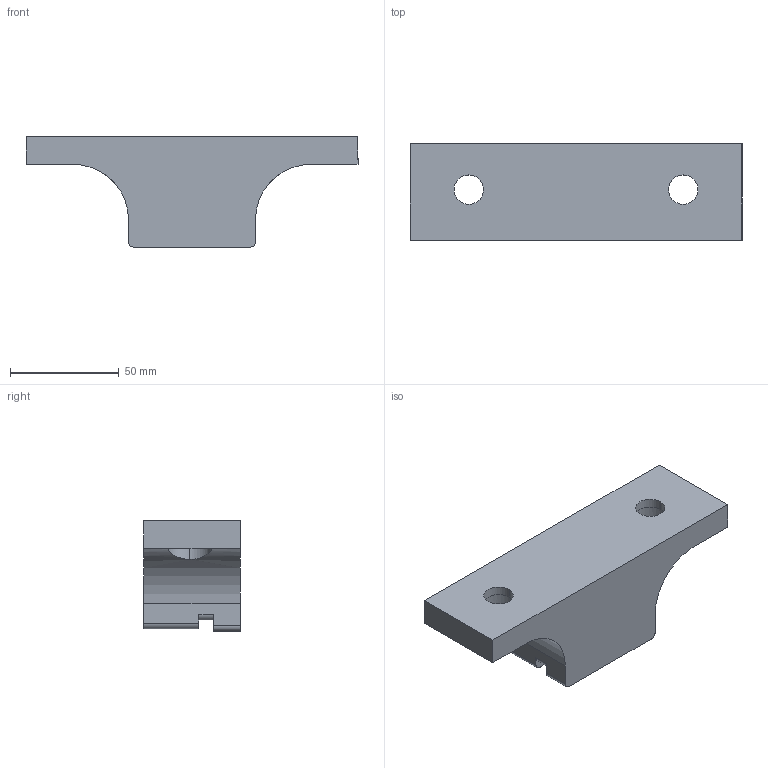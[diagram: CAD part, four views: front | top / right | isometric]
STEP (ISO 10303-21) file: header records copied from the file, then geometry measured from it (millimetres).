
FILE_DESCRIPTION (( 'STEP AP214' ), '1' );
FILE_NAME ('visejaw.STEP', '2022-10-08T23:26:07', ( '' ), ( '' ), 'SwSTEP 2.0', 'SolidWorks 2022', '' );
FILE_SCHEMA (( 'AUTOMOTIVE_DESIGN' ));
Length unit declared in the file: inch
Products named in the file (1): visejaw
Bounding box: 152.4 x 44.45 x 50.8 mm (x, y, z)
Volume: 180953.3 mm3; surface area: 27232.9 mm2
Topology: 1 solids, 1 shells, 35 faces, 99 edges, 66 vertices
Faces by surface type: cylinder 21, plane 14
Entity records: 1325 total; most frequent: CARTESIAN_POINT 331, DIRECTION 209, ORIENTED_EDGE 198, EDGE_CURVE 99, AXIS2_PLACEMENT_3D 78, VERTEX_POINT 66, VECTOR 53, LINE 53
